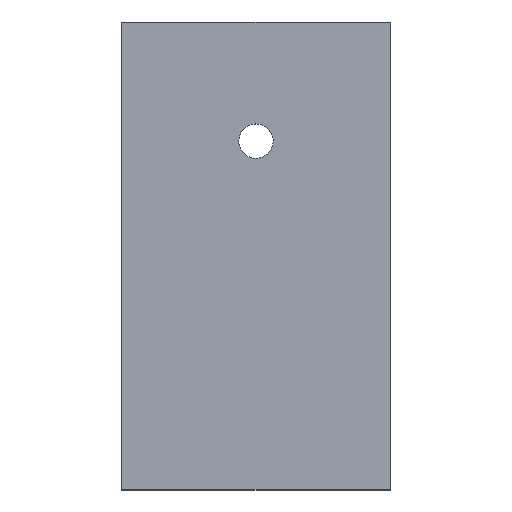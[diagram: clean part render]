
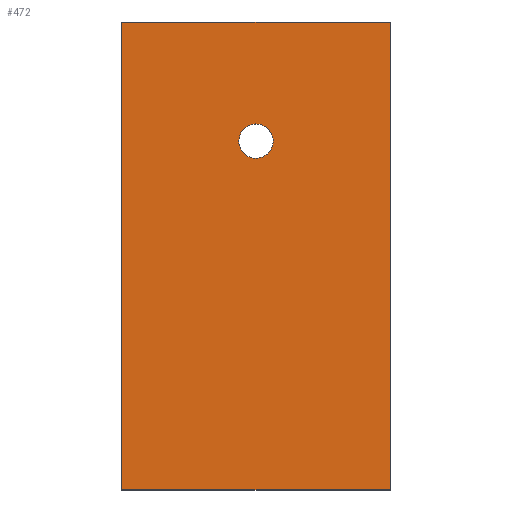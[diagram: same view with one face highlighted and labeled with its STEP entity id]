
A CAD part, top view. The second image highlights one B-rep face of the part: STEP entity #472.
In plain terms, the highlighted planar face has unit normal (0, 0, 1).
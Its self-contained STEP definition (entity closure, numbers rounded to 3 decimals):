
#182=CARTESIAN_POINT('Vertex',(0.,0.,3.)) ;
#185=CARTESIAN_POINT('Line Origine',(0.,21.8,3.)) ;
#189=CARTESIAN_POINT('Vertex',(0.,43.6,3.)) ;
#218=CARTESIAN_POINT('Vertex',(25.,43.6,3.)) ;
#233=CARTESIAN_POINT('Line Origine',(12.5,43.6,3.)) ;
#423=CARTESIAN_POINT('Vertex',(25.,0.,3.)) ;
#426=CARTESIAN_POINT('Line Origine',(12.5,0.,3.)) ;
#438=CARTESIAN_POINT('Axis2P3D Location',(0.,0.,3.)) ;
#443=CARTESIAN_POINT('Line Origine',(25.,21.8,3.)) ;
#454=CARTESIAN_POINT('Axis2P3D Location',(12.5,32.5,3.)) ;
#458=CARTESIAN_POINT('Vertex',(11.096,33.267,3.)) ;
#460=CARTESIAN_POINT('Vertex',(13.904,31.733,3.)) ;
#463=CARTESIAN_POINT('Axis2P3D Location',(12.5,32.5,3.)) ;
#186=DIRECTION('Vector Direction',(0.,-1.,0.)) ;
#234=DIRECTION('Vector Direction',(-1.,0.,0.)) ;
#427=DIRECTION('Vector Direction',(1.,0.,0.)) ;
#439=DIRECTION('Axis2P3D Direction',(0.,0.,1.)) ;
#440=DIRECTION('Axis2P3D XDirection',(1.,0.,0.)) ;
#444=DIRECTION('Vector Direction',(0.,1.,0.)) ;
#455=DIRECTION('Axis2P3D Direction',(0.,0.,1.)) ;
#464=DIRECTION('Axis2P3D Direction',(0.,0.,1.)) ;
#441=AXIS2_PLACEMENT_3D('Plane Axis2P3D',#438,#439,#440) ;
#456=AXIS2_PLACEMENT_3D('Circle Axis2P3D',#454,#455,$) ;
#465=AXIS2_PLACEMENT_3D('Circle Axis2P3D',#463,#464,$) ;
#449=ORIENTED_EDGE('',*,*,#430,.T.) ;
#450=ORIENTED_EDGE('',*,*,#447,.T.) ;
#451=ORIENTED_EDGE('',*,*,#237,.T.) ;
#452=ORIENTED_EDGE('',*,*,#191,.T.) ;
#469=ORIENTED_EDGE('',*,*,#462,.F.) ;
#470=ORIENTED_EDGE('',*,*,#467,.F.) ;
#471=FACE_BOUND('',#468,.T.) ;
#187=VECTOR('Line Direction',#186,1.) ;
#235=VECTOR('Line Direction',#234,1.) ;
#428=VECTOR('Line Direction',#427,1.) ;
#445=VECTOR('Line Direction',#444,1.) ;
#472=ADVANCED_FACE('',(#453,#471),#442,.T.) ;
#457=CIRCLE('generated circle',#456,1.6) ;
#466=CIRCLE('generated circle',#465,1.6) ;
#191=EDGE_CURVE('',#190,#183,#188,.T.) ;
#237=EDGE_CURVE('',#219,#190,#236,.T.) ;
#430=EDGE_CURVE('',#183,#424,#429,.T.) ;
#447=EDGE_CURVE('',#424,#219,#446,.T.) ;
#462=EDGE_CURVE('',#459,#461,#457,.T.) ;
#467=EDGE_CURVE('',#461,#459,#466,.T.) ;
#448=EDGE_LOOP('',(#449,#450,#451,#452)) ;
#468=EDGE_LOOP('',(#469,#470)) ;
#453=FACE_OUTER_BOUND('',#448,.T.) ;
#188=LINE('Line',#185,#187) ;
#236=LINE('Line',#233,#235) ;
#429=LINE('Line',#426,#428) ;
#446=LINE('Line',#443,#445) ;
#442=PLANE('Plane',#441) ;
#183=VERTEX_POINT('',#182) ;
#190=VERTEX_POINT('',#189) ;
#219=VERTEX_POINT('',#218) ;
#424=VERTEX_POINT('',#423) ;
#459=VERTEX_POINT('',#458) ;
#461=VERTEX_POINT('',#460) ;
